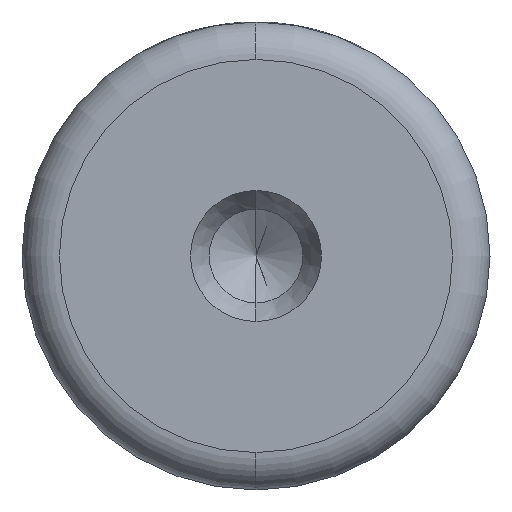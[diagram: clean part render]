
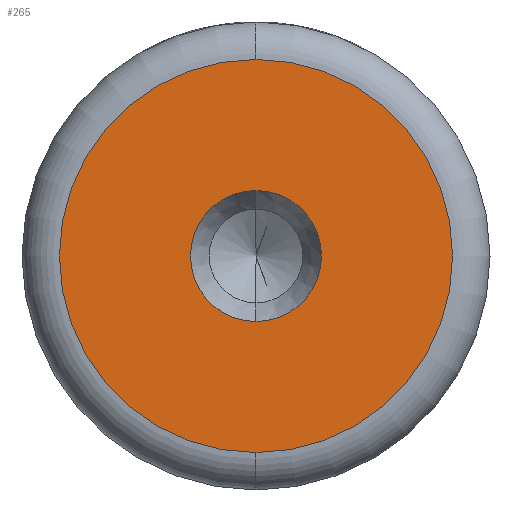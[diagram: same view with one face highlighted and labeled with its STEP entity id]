
A CAD part, left-side view. The second image highlights one B-rep face of the part: STEP entity #265.
In plain terms, the highlighted planar face has unit normal (-1, 0, 0).
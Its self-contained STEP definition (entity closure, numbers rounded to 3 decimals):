
#16 = DIRECTION ( 'NONE',  ( -1., 0., 0. ) ) ;
#66 = FACE_BOUND ( 'NONE', #646, .T. ) ;
#93 = FACE_OUTER_BOUND ( 'NONE', #988, .T. ) ;
#105 = VERTEX_POINT ( 'NONE', #995 ) ;
#183 = ORIENTED_EDGE ( 'NONE', *, *, #909, .T. ) ;
#204 = CARTESIAN_POINT ( 'NONE',  ( 0., 0., 0. ) ) ;
#214 = CIRCLE ( 'NONE', #521, 3.5 ) ;
#253 = DIRECTION ( 'NONE',  ( -1., 0., 0. ) ) ;
#265 = ADVANCED_FACE ( 'NONE', ( #93, #66 ), #1104, .T. ) ;
#268 = CARTESIAN_POINT ( 'NONE',  ( 0., 0., 0. ) ) ;
#309 = ORIENTED_EDGE ( 'NONE', *, *, #540, .F. ) ;
#312 = ORIENTED_EDGE ( 'NONE', *, *, #1191, .F. ) ;
#392 = DIRECTION ( 'NONE',  ( 0., 0., 1. ) ) ;
#407 = CARTESIAN_POINT ( 'NONE',  ( 0., 0., 10.5 ) ) ;
#477 = CARTESIAN_POINT ( 'NONE',  ( 0., 0., 0. ) ) ;
#517 = VERTEX_POINT ( 'NONE', #1164 ) ;
#521 = AXIS2_PLACEMENT_3D ( 'NONE', #477, #1258, #597 ) ;
#528 = AXIS2_PLACEMENT_3D ( 'NONE', #917, #253, #1030 ) ;
#540 = EDGE_CURVE ( 'NONE', #105, #517, #1068, .T. ) ;
#597 = DIRECTION ( 'NONE',  ( 0., 0., 1. ) ) ;
#646 = EDGE_LOOP ( 'NONE', ( #312, #309 ) ) ;
#681 = CARTESIAN_POINT ( 'NONE',  ( 0., 0., 0. ) ) ;
#742 = AXIS2_PLACEMENT_3D ( 'NONE', #681, #16, #785 ) ;
#747 = VERTEX_POINT ( 'NONE', #407 ) ;
#761 = DIRECTION ( 'NONE',  ( -1., 0., 0. ) ) ;
#785 = DIRECTION ( 'NONE',  ( 0., 0., 1. ) ) ;
#788 = VERTEX_POINT ( 'NONE', #1291 ) ;
#816 = CIRCLE ( 'NONE', #528, 10.5 ) ;
#833 = AXIS2_PLACEMENT_3D ( 'NONE', #268, #1048, #392 ) ;
#880 = AXIS2_PLACEMENT_3D ( 'NONE', #204, #761, #1216 ) ;
#909 = EDGE_CURVE ( 'NONE', #747, #788, #1099, .T. ) ;
#917 = CARTESIAN_POINT ( 'NONE',  ( 0., 0., 0. ) ) ;
#988 = EDGE_LOOP ( 'NONE', ( #183, #999 ) ) ;
#995 = CARTESIAN_POINT ( 'NONE',  ( 0., 0., -3.5 ) ) ;
#999 = ORIENTED_EDGE ( 'NONE', *, *, #1181, .T. ) ;
#1030 = DIRECTION ( 'NONE',  ( 0., 0., 1. ) ) ;
#1048 = DIRECTION ( 'NONE',  ( -1., 0., 0. ) ) ;
#1068 = CIRCLE ( 'NONE', #833, 3.5 ) ;
#1099 = CIRCLE ( 'NONE', #742, 10.5 ) ;
#1104 = PLANE ( 'NONE',  #880 ) ;
#1164 = CARTESIAN_POINT ( 'NONE',  ( 0., 0., 3.5 ) ) ;
#1181 = EDGE_CURVE ( 'NONE', #788, #747, #816, .T. ) ;
#1191 = EDGE_CURVE ( 'NONE', #517, #105, #214, .T. ) ;
#1216 = DIRECTION ( 'NONE',  ( 0., 0., 1. ) ) ;
#1258 = DIRECTION ( 'NONE',  ( -1., 0., 0. ) ) ;
#1291 = CARTESIAN_POINT ( 'NONE',  ( 0., 0., -10.5 ) ) ;
